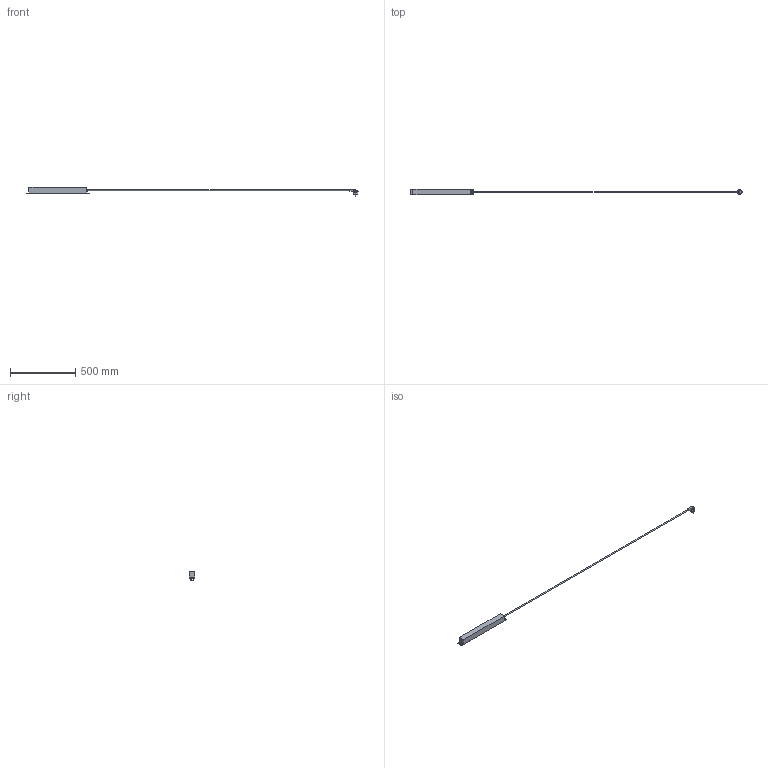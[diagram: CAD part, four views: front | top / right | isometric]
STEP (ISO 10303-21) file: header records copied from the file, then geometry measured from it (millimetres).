
FILE_DESCRIPTION (( 'STEP AP203' ), '1' );
FILE_NAME ('PH12-7C131 ITK PDU 7 ðîçåòîê C13 ñ LED âûêë,1U, øíóð 2ì âèëêà íåì.ñò.STEP', '2016-09-21T12:02:08', ( '' ), ( '' ), 'SwSTEP 2.0', 'SolidWorks 2014', '' );
FILE_SCHEMA (( 'CONFIG_CONTROL_DESIGN' ));
Length unit declared in the file: millimetre
Products named in the file (1): PH12-7C131 ITK PDU 7 ðîçåòîê C13 ñ LED âûêë,1U, øíóð 2ì âèëêà íåì.ñò
Bounding box: 2535.74 x 44.45 x 69.5 mm (x, y, z)
Volume: 950975.7 mm3; surface area: 167137.9 mm2
Topology: 1 solids, 1 shells, 364 faces, 911 edges, 606 vertices
Faces by surface type: plane 336, cylinder 26, torus 2
Full cylindrical faces by diameter (mm): 4.8 x2, 5 x1, 7 x1, 19 x1
Entity records: 10747 total; most frequent: CARTESIAN_POINT 1935, ORIENTED_EDGE 1804, DIRECTION 1666, EDGE_CURVE 902, LINE 840, VECTOR 840, VERTEX_POINT 604, EDGE_LOOP 440
